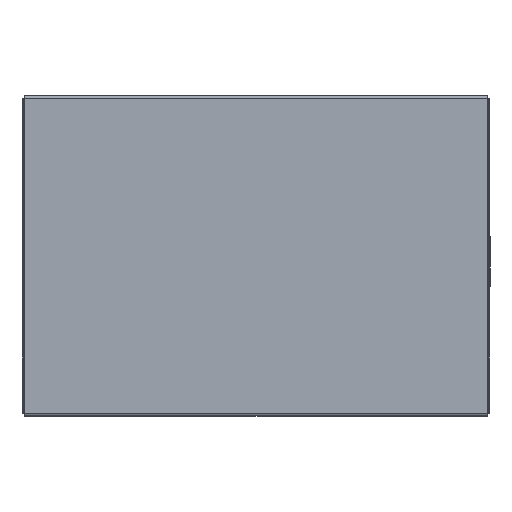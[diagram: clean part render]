
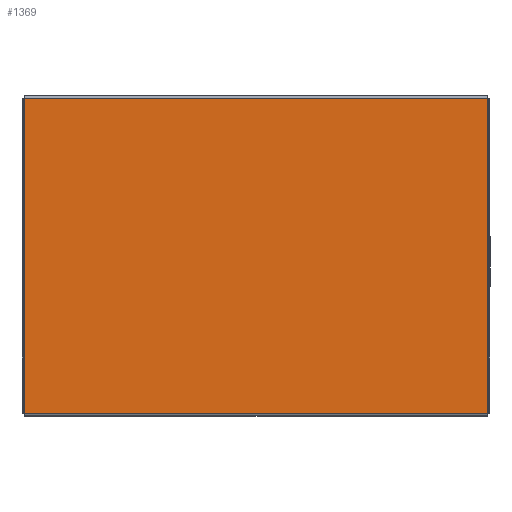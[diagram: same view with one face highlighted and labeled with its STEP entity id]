
A CAD part, top view. The second image highlights one B-rep face of the part: STEP entity #1369.
In plain terms, the highlighted planar face has unit normal (0, 0, 1).
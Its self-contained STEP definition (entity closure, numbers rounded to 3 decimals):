
#70 = VECTOR ( 'NONE', #1688, 1000. ) ;
#111 = ORIENTED_EDGE ( 'NONE', *, *, #1950, .T. ) ;
#146 = LINE ( 'NONE', #2003, #1802 ) ;
#157 = CARTESIAN_POINT ( 'NONE',  ( 250.5, -170.5, 0. ) ) ;
#228 = VERTEX_POINT ( 'NONE', #157 ) ;
#246 = AXIS2_PLACEMENT_3D ( 'NONE', #547, #1083, #1700 ) ;
#257 = CARTESIAN_POINT ( 'NONE',  ( 250.5, -170.5, 0. ) ) ;
#266 = ORIENTED_EDGE ( 'NONE', *, *, #1672, .T. ) ;
#282 = EDGE_CURVE ( 'NONE', #228, #752, #146, .T. ) ;
#339 = CARTESIAN_POINT ( 'NONE',  ( 250.5, 170.5, 0. ) ) ;
#432 = FACE_OUTER_BOUND ( 'NONE', #1822, .T. ) ;
#487 = CARTESIAN_POINT ( 'NONE',  ( -250.5, -170.5, 0. ) ) ;
#504 = DIRECTION ( 'NONE',  ( 0., -1., 0. ) ) ;
#547 = CARTESIAN_POINT ( 'NONE',  ( 0., 0., 0. ) ) ;
#561 = LINE ( 'NONE', #487, #1573 ) ;
#752 = VERTEX_POINT ( 'NONE', #339 ) ;
#948 = ORIENTED_EDGE ( 'NONE', *, *, #1905, .T. ) ;
#974 = LINE ( 'NONE', #1679, #70 ) ;
#1025 = ORIENTED_EDGE ( 'NONE', *, *, #282, .T. ) ;
#1068 = PLANE ( 'NONE',  #246 ) ;
#1083 = DIRECTION ( 'NONE',  ( 0., 0., 1. ) ) ;
#1116 = VERTEX_POINT ( 'NONE', #1973 ) ;
#1126 = DIRECTION ( 'NONE',  ( 1., 0., 0. ) ) ;
#1240 = CARTESIAN_POINT ( 'NONE',  ( -250.5, -170.5, 0. ) ) ;
#1369 = ADVANCED_FACE ( 'NONE', ( #432 ), #1068, .T. ) ;
#1497 = LINE ( 'NONE', #257, #1777 ) ;
#1516 = VERTEX_POINT ( 'NONE', #1240 ) ;
#1573 = VECTOR ( 'NONE', #504, 1000. ) ;
#1672 = EDGE_CURVE ( 'NONE', #1516, #228, #1497, .T. ) ;
#1679 = CARTESIAN_POINT ( 'NONE',  ( 250.5, 170.5, 0. ) ) ;
#1688 = DIRECTION ( 'NONE',  ( -1., 0., 0. ) ) ;
#1700 = DIRECTION ( 'NONE',  ( 1., 0., 0. ) ) ;
#1777 = VECTOR ( 'NONE', #1126, 1000. ) ;
#1802 = VECTOR ( 'NONE', #2015, 1000. ) ;
#1822 = EDGE_LOOP ( 'NONE', ( #948, #266, #1025, #111 ) ) ;
#1905 = EDGE_CURVE ( 'NONE', #1116, #1516, #561, .T. ) ;
#1950 = EDGE_CURVE ( 'NONE', #752, #1116, #974, .T. ) ;
#1973 = CARTESIAN_POINT ( 'NONE',  ( -250.5, 170.5, 0. ) ) ;
#2003 = CARTESIAN_POINT ( 'NONE',  ( 250.5, -170.5, 0. ) ) ;
#2015 = DIRECTION ( 'NONE',  ( 0., 1., 0. ) ) ;
